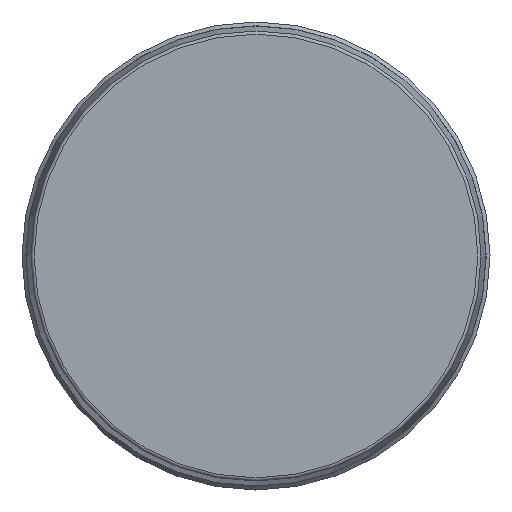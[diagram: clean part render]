
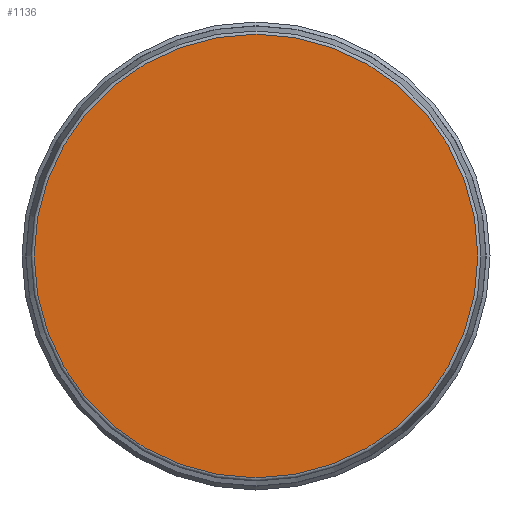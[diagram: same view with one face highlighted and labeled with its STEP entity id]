
A CAD part, front view. The second image highlights one B-rep face of the part: STEP entity #1136.
In plain terms, the highlighted planar face has unit normal (0, -1, 0).
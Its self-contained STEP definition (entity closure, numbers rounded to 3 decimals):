
#60=PLANE('',#1404);
#183=FACE_OUTER_BOUND('',#253,.T.);
#253=EDGE_LOOP('',(#1059,#1060));
#400=CIRCLE('',#1356,13.73);
#401=CIRCLE('',#1357,13.73);
#526=VERTEX_POINT('',#2145);
#527=VERTEX_POINT('',#2146);
#683=EDGE_CURVE('',#526,#527,#400,.T.);
#684=EDGE_CURVE('',#527,#526,#401,.T.);
#1059=ORIENTED_EDGE('',*,*,#683,.T.);
#1060=ORIENTED_EDGE('',*,*,#684,.T.);
#1136=ADVANCED_FACE('',(#183),#60,.T.);
#1356=AXIS2_PLACEMENT_3D('',#2147,#1685,#1686);
#1357=AXIS2_PLACEMENT_3D('',#2148,#1687,#1688);
#1404=AXIS2_PLACEMENT_3D('',#2226,#1786,#1787);
#1685=DIRECTION('center_axis',(0.,-1.,0.));
#1686=DIRECTION('ref_axis',(0.,0.,-1.));
#1687=DIRECTION('center_axis',(0.,-1.,0.));
#1688=DIRECTION('ref_axis',(0.,0.,-1.));
#1786=DIRECTION('center_axis',(0.,-1.,0.));
#1787=DIRECTION('ref_axis',(0.,0.,-1.));
#2145=CARTESIAN_POINT('',(0.,-2.,-13.73));
#2146=CARTESIAN_POINT('',(0.,-2.,13.73));
#2147=CARTESIAN_POINT('Origin',(0.,-2.,0.));
#2148=CARTESIAN_POINT('Origin',(0.,-2.,0.));
#2226=CARTESIAN_POINT('Origin',(0.,-2.,0.));
